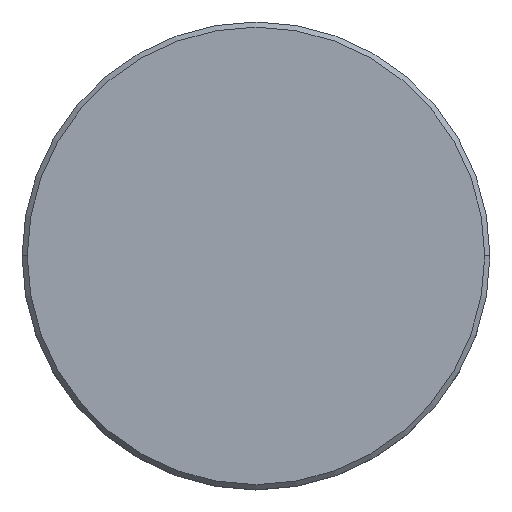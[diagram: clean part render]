
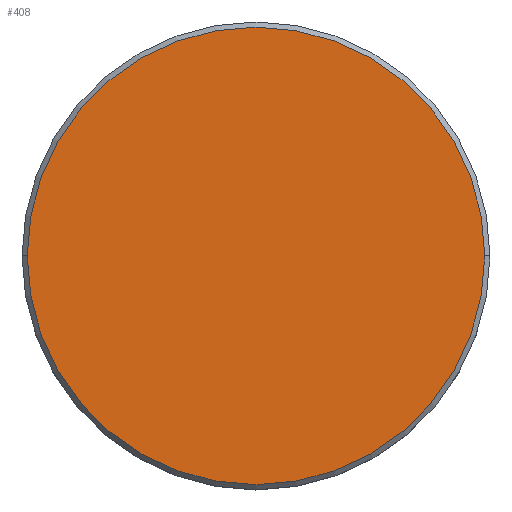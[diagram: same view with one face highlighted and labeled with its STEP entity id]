
A CAD part, top view. The second image highlights one B-rep face of the part: STEP entity #408.
In plain terms, the highlighted planar face has unit normal (0, 0, 1).
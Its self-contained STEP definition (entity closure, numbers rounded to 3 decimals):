
#23 = DIRECTION ( 'NONE',  ( 1., 0., 0. ) ) ;
#49 = VERTEX_POINT ( 'NONE', #268 ) ;
#65 = DIRECTION ( 'NONE',  ( 0., 0., 1. ) ) ;
#81 = PLANE ( 'NONE',  #280 ) ;
#103 = CARTESIAN_POINT ( 'NONE',  ( 22., 0., 0. ) ) ;
#116 = VERTEX_POINT ( 'NONE', #103 ) ;
#137 = DIRECTION ( 'NONE',  ( 0., 0., 1. ) ) ;
#138 = DIRECTION ( 'NONE',  ( 0., 0., 1. ) ) ;
#182 = ORIENTED_EDGE ( 'NONE', *, *, #465, .T. ) ;
#203 = AXIS2_PLACEMENT_3D ( 'NONE', #558, #137, #331 ) ;
#236 = DIRECTION ( 'NONE',  ( 1., 0., 0. ) ) ;
#268 = CARTESIAN_POINT ( 'NONE',  ( -22., 0., 0. ) ) ;
#280 = AXIS2_PLACEMENT_3D ( 'NONE', #554, #138, #236 ) ;
#319 = ORIENTED_EDGE ( 'NONE', *, *, #365, .T. ) ;
#331 = DIRECTION ( 'NONE',  ( 1., 0., 0. ) ) ;
#365 = EDGE_CURVE ( 'NONE', #49, #116, #397, .T. ) ;
#373 = FACE_OUTER_BOUND ( 'NONE', #453, .T. ) ;
#397 = CIRCLE ( 'NONE', #504, 22. ) ;
#408 = ADVANCED_FACE ( 'NONE', ( #373 ), #81, .T. ) ;
#453 = EDGE_LOOP ( 'NONE', ( #319, #182 ) ) ;
#465 = EDGE_CURVE ( 'NONE', #116, #49, #474, .T. ) ;
#474 = CIRCLE ( 'NONE', #203, 22. ) ;
#500 = CARTESIAN_POINT ( 'NONE',  ( 0., 0., 0. ) ) ;
#504 = AXIS2_PLACEMENT_3D ( 'NONE', #500, #65, #23 ) ;
#554 = CARTESIAN_POINT ( 'NONE',  ( 0., 0., 0. ) ) ;
#558 = CARTESIAN_POINT ( 'NONE',  ( 0., 0., 0. ) ) ;
